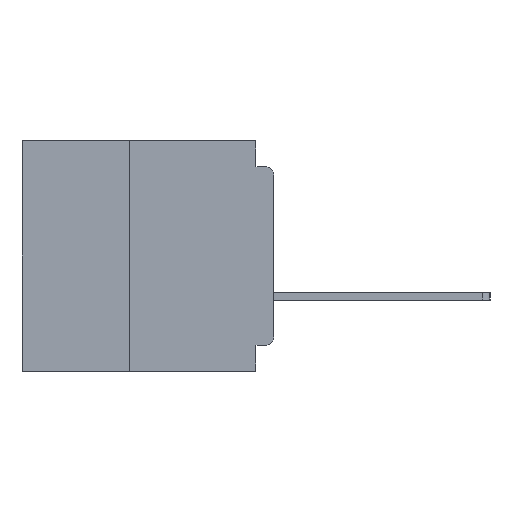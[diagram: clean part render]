
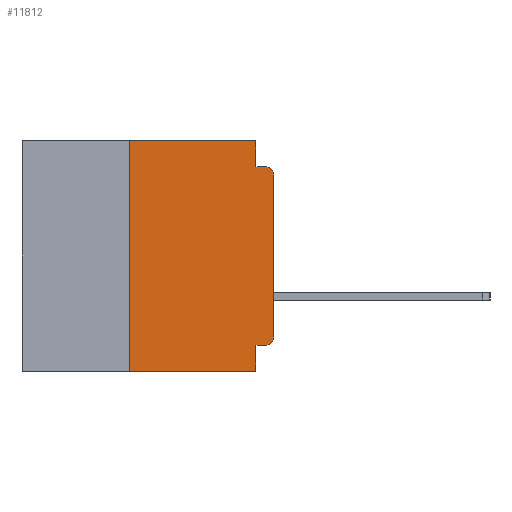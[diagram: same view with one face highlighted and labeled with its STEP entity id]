
A CAD part, left-side view. The second image highlights one B-rep face of the part: STEP entity #11812.
In plain terms, the highlighted planar face has unit normal (-1, 0, 0).
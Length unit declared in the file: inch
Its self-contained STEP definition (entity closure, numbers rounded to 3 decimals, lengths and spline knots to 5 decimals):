
#763 = VERTEX_POINT ( 'NONE', #31517 ) ;
#2737 = VECTOR ( 'NONE', #53284, 39.37008 ) ;
#3005 = DIRECTION ( 'NONE',  ( -1., 0., 0. ) ) ;
#4326 = LINE ( 'NONE', #48335, #2737 ) ;
#5145 = ORIENTED_EDGE ( 'NONE', *, *, #7285, .F. ) ;
#6474 = CARTESIAN_POINT ( 'NONE',  ( 0., 0.015, -0.355 ) ) ;
#6477 = LINE ( 'NONE', #57793, #31556 ) ;
#7285 = EDGE_CURVE ( 'NONE', #19507, #47906, #24032, .T. ) ;
#8704 = ORIENTED_EDGE ( 'NONE', *, *, #19552, .T. ) ;
#9222 = EDGE_CURVE ( 'NONE', #63149, #47906, #6477, .T. ) ;
#10124 = ORIENTED_EDGE ( 'NONE', *, *, #62081, .F. ) ;
#10186 = EDGE_CURVE ( 'NONE', #31891, #36767, #43874, .T. ) ;
#10909 = CARTESIAN_POINT ( 'NONE',  ( 0., 0., -0.045 ) ) ;
#11812 = ADVANCED_FACE ( 'NONE', ( #45954 ), #50485, .F. ) ;
#13021 = CARTESIAN_POINT ( 'NONE',  ( 0., 0., -0.34 ) ) ;
#13484 = CARTESIAN_POINT ( 'NONE',  ( 0., 0.015, -0.045 ) ) ;
#14142 = CARTESIAN_POINT ( 'NONE',  ( 0., 0.031, -0.4 ) ) ;
#14718 = AXIS2_PLACEMENT_3D ( 'NONE', #56010, #26501, #60897 ) ;
#15970 = DIRECTION ( 'NONE',  ( 0., -1., 0. ) ) ;
#16392 = EDGE_LOOP ( 'NONE', ( #8704, #32537, #43949, #55188, #51801, #10124, #17658, #5145, #57868, #26516 ) ) ;
#16597 = VECTOR ( 'NONE', #24839, 39.37008 ) ;
#17658 = ORIENTED_EDGE ( 'NONE', *, *, #9222, .T. ) ;
#18271 = VECTOR ( 'NONE', #26989, 39.37008 ) ;
#18358 = CARTESIAN_POINT ( 'NONE',  ( 0., 0., -0.06 ) ) ;
#18374 = CARTESIAN_POINT ( 'NONE',  ( 0., 0.25, -0.4 ) ) ;
#19418 = DIRECTION ( 'NONE',  ( 0., 0., -1. ) ) ;
#19507 = VERTEX_POINT ( 'NONE', #38488 ) ;
#19552 = EDGE_CURVE ( 'NONE', #24452, #31891, #37856, .T. ) ;
#20099 = CARTESIAN_POINT ( 'NONE',  ( 0., 0., -0.355 ) ) ;
#20489 = EDGE_CURVE ( 'NONE', #763, #61751, #57659, .T. ) ;
#20672 = CARTESIAN_POINT ( 'NONE',  ( 0., 0.437, 0. ) ) ;
#20681 = AXIS2_PLACEMENT_3D ( 'NONE', #20672, #20894, #55447 ) ;
#20894 = DIRECTION ( 'NONE',  ( 1., 0., 0. ) ) ;
#21185 = CIRCLE ( 'NONE', #56676, 0.015 ) ;
#23954 = CARTESIAN_POINT ( 'NONE',  ( 0., 0., 0. ) ) ;
#24032 = LINE ( 'NONE', #14142, #37205 ) ;
#24452 = VERTEX_POINT ( 'NONE', #13021 ) ;
#24672 = VECTOR ( 'NONE', #33948, 39.37008 ) ;
#24839 = DIRECTION ( 'NONE',  ( 0., 0., -1. ) ) ;
#26501 = DIRECTION ( 'NONE',  ( -1., 0., 0. ) ) ;
#26516 = ORIENTED_EDGE ( 'NONE', *, *, #53914, .T. ) ;
#26989 = DIRECTION ( 'NONE',  ( 0., -1., 0. ) ) ;
#28102 = CARTESIAN_POINT ( 'NONE',  ( 0., 0.031, -0.4 ) ) ;
#31517 = CARTESIAN_POINT ( 'NONE',  ( 0., 0.25, 0. ) ) ;
#31556 = VECTOR ( 'NONE', #62679, 39.37008 ) ;
#31891 = VERTEX_POINT ( 'NONE', #18358 ) ;
#32537 = ORIENTED_EDGE ( 'NONE', *, *, #10186, .T. ) ;
#32658 = LINE ( 'NONE', #10909, #45743 ) ;
#32988 = CARTESIAN_POINT ( 'NONE',  ( 0., 0.015, -0.34 ) ) ;
#33948 = DIRECTION ( 'NONE',  ( 0., 0., 1. ) ) ;
#34742 = VERTEX_POINT ( 'NONE', #6474 ) ;
#36732 = CARTESIAN_POINT ( 'NONE',  ( 0., 0.437, 0. ) ) ;
#36767 = VERTEX_POINT ( 'NONE', #13484 ) ;
#37205 = VECTOR ( 'NONE', #19418, 39.37008 ) ;
#37856 = LINE ( 'NONE', #23954, #24672 ) ;
#37944 = DIRECTION ( 'NONE',  ( 0., 0., -1. ) ) ;
#38488 = CARTESIAN_POINT ( 'NONE',  ( 0., 0.031, -0.355 ) ) ;
#40726 = EDGE_CURVE ( 'NONE', #34742, #19507, #47444, .T. ) ;
#42050 = EDGE_CURVE ( 'NONE', #45352, #36767, #32658, .T. ) ;
#43874 = CIRCLE ( 'NONE', #14718, 0.015 ) ;
#43949 = ORIENTED_EDGE ( 'NONE', *, *, #42050, .F. ) ;
#45352 = VERTEX_POINT ( 'NONE', #50617 ) ;
#45598 = CARTESIAN_POINT ( 'NONE',  ( 0., 0.031, 0. ) ) ;
#45743 = VECTOR ( 'NONE', #15970, 39.37008 ) ;
#45954 = FACE_OUTER_BOUND ( 'NONE', #16392, .T. ) ;
#47444 = LINE ( 'NONE', #20099, #58929 ) ;
#47906 = VERTEX_POINT ( 'NONE', #28102 ) ;
#48335 = CARTESIAN_POINT ( 'NONE',  ( 0., 0.25, -0.4 ) ) ;
#49430 = CARTESIAN_POINT ( 'NONE',  ( 0., 0.031, 0. ) ) ;
#50485 = PLANE ( 'NONE',  #20681 ) ;
#50617 = CARTESIAN_POINT ( 'NONE',  ( 0., 0.031, -0.045 ) ) ;
#51801 = ORIENTED_EDGE ( 'NONE', *, *, #20489, .F. ) ;
#53284 = DIRECTION ( 'NONE',  ( 0., 0., 1. ) ) ;
#53914 = EDGE_CURVE ( 'NONE', #34742, #24452, #21185, .T. ) ;
#54668 = DIRECTION ( 'NONE',  ( 0., 1., 0. ) ) ;
#55188 = ORIENTED_EDGE ( 'NONE', *, *, #63946, .F. ) ;
#55447 = DIRECTION ( 'NONE',  ( 0., 0., -1. ) ) ;
#56010 = CARTESIAN_POINT ( 'NONE',  ( 0., 0.015, -0.06 ) ) ;
#56676 = AXIS2_PLACEMENT_3D ( 'NONE', #32988, #3005, #37944 ) ;
#57570 = LINE ( 'NONE', #49430, #16597 ) ;
#57659 = LINE ( 'NONE', #36732, #18271 ) ;
#57793 = CARTESIAN_POINT ( 'NONE',  ( 0., 0.437, -0.4 ) ) ;
#57868 = ORIENTED_EDGE ( 'NONE', *, *, #40726, .F. ) ;
#58929 = VECTOR ( 'NONE', #54668, 39.37008 ) ;
#60897 = DIRECTION ( 'NONE',  ( 0., 0., -1. ) ) ;
#61751 = VERTEX_POINT ( 'NONE', #45598 ) ;
#62081 = EDGE_CURVE ( 'NONE', #63149, #763, #4326, .T. ) ;
#62679 = DIRECTION ( 'NONE',  ( 0., -1., 0. ) ) ;
#63149 = VERTEX_POINT ( 'NONE', #18374 ) ;
#63946 = EDGE_CURVE ( 'NONE', #61751, #45352, #57570, .T. ) ;
